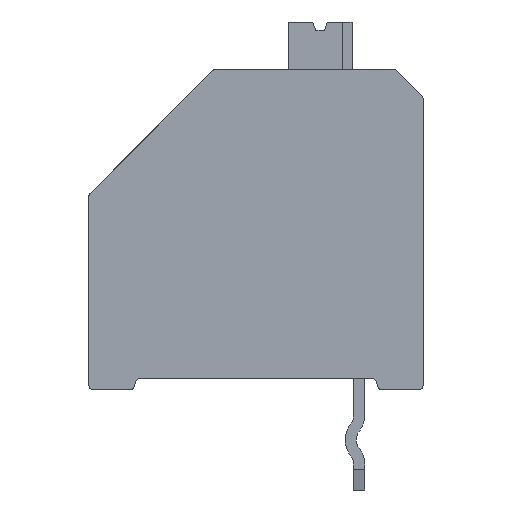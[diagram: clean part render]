
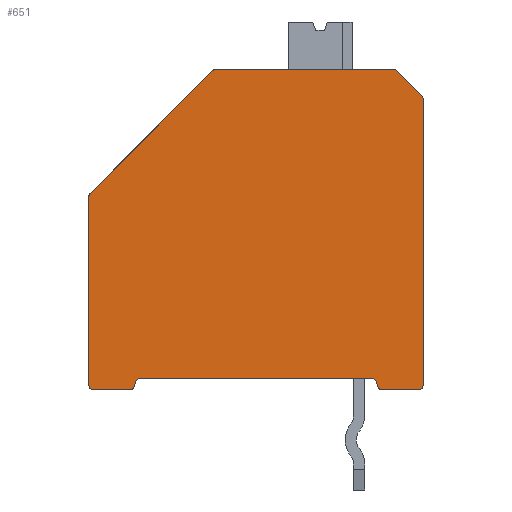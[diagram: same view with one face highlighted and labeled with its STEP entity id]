
A CAD part, front view. The second image highlights one B-rep face of the part: STEP entity #651.
In plain terms, the highlighted planar face has unit normal (0, -1, 0).
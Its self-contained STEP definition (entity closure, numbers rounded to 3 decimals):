
#651 = ADVANCED_FACE( '', ( #1436 ), #1437, .F. );
#1436 = FACE_OUTER_BOUND( '', #2377, .T. );
#1437 = PLANE( '', #2378 );
#2377 = EDGE_LOOP( '', ( #4118, #4119, #4120, #4121, #4122, #4123, #4124, #4125, #4126, #4127, #4128, #4129, #4130, #4131, #4132, #4133, #4134, #4135, #4136, #4137 ) );
#2378 = AXIS2_PLACEMENT_3D( '', #4138, #4139, #4140 );
#4118 = ORIENTED_EDGE( '', *, *, #6471, .F. );
#4119 = ORIENTED_EDGE( '', *, *, #6036, .F. );
#4120 = ORIENTED_EDGE( '', *, *, #6472, .F. );
#4121 = ORIENTED_EDGE( '', *, *, #6469, .F. );
#4122 = ORIENTED_EDGE( '', *, *, #6473, .F. );
#4123 = ORIENTED_EDGE( '', *, *, #6474, .F. );
#4124 = ORIENTED_EDGE( '', *, *, #5814, .F. );
#4125 = ORIENTED_EDGE( '', *, *, #6475, .F. );
#4126 = ORIENTED_EDGE( '', *, *, #6095, .F. );
#4127 = ORIENTED_EDGE( '', *, *, #6476, .F. );
#4128 = ORIENTED_EDGE( '', *, *, #6254, .F. );
#4129 = ORIENTED_EDGE( '', *, *, #6477, .F. );
#4130 = ORIENTED_EDGE( '', *, *, #6478, .F. );
#4131 = ORIENTED_EDGE( '', *, *, #6479, .F. );
#4132 = ORIENTED_EDGE( '', *, *, #6480, .F. );
#4133 = ORIENTED_EDGE( '', *, *, #6481, .F. );
#4134 = ORIENTED_EDGE( '', *, *, #6430, .F. );
#4135 = ORIENTED_EDGE( '', *, *, #5940, .F. );
#4136 = ORIENTED_EDGE( '', *, *, #6482, .F. );
#4137 = ORIENTED_EDGE( '', *, *, #6483, .F. );
#4138 = CARTESIAN_POINT( '', ( 4.57, -5.3, 11.16 ) );
#4139 = DIRECTION( '', ( 0., 1., 0. ) );
#4140 = DIRECTION( '', ( 0., 0., 1. ) );
#5814 = EDGE_CURVE( '', #6966, #6961, #6968, .T. );
#5940 = EDGE_CURVE( '', #7192, #7187, #7194, .T. );
#6036 = EDGE_CURVE( '', #7360, #7362, #7363, .T. );
#6095 = EDGE_CURVE( '', #7465, #7467, #7468, .T. );
#6254 = EDGE_CURVE( '', #7726, #7728, #7729, .T. );
#6430 = EDGE_CURVE( '', #7187, #7993, #7997, .T. );
#6469 = EDGE_CURVE( '', #8049, #8045, #8051, .T. );
#6471 = EDGE_CURVE( '', #7362, #8053, #8054, .T. );
#6472 = EDGE_CURVE( '', #8045, #7360, #8055, .T. );
#6473 = EDGE_CURVE( '', #8056, #8049, #8057, .T. );
#6474 = EDGE_CURVE( '', #6961, #8056, #8058, .T. );
#6475 = EDGE_CURVE( '', #7467, #6966, #8059, .T. );
#6476 = EDGE_CURVE( '', #7728, #7465, #8060, .T. );
#6477 = EDGE_CURVE( '', #8061, #7726, #8062, .T. );
#6478 = EDGE_CURVE( '', #8063, #8061, #8064, .T. );
#6479 = EDGE_CURVE( '', #8065, #8063, #8066, .T. );
#6480 = EDGE_CURVE( '', #8067, #8065, #8068, .T. );
#6481 = EDGE_CURVE( '', #7993, #8067, #8069, .T. );
#6482 = EDGE_CURVE( '', #8070, #7192, #8071, .T. );
#6483 = EDGE_CURVE( '', #8053, #8070, #8072, .T. );
#6961 = VERTEX_POINT( '', #8666 );
#6966 = VERTEX_POINT( '', #8672 );
#6968 = CIRCLE( '', #8675, 0.17 );
#7187 = VERTEX_POINT( '', #8986 );
#7192 = VERTEX_POINT( '', #8993 );
#7194 = LINE( '', #8996, #8997 );
#7360 = VERTEX_POINT( '', #9225 );
#7362 = VERTEX_POINT( '', #9228 );
#7363 = LINE( '', #9229, #9230 );
#7465 = VERTEX_POINT( '', #9375 );
#7467 = VERTEX_POINT( '', #9378 );
#7468 = CIRCLE( '', #9379, 0.17 );
#7726 = VERTEX_POINT( '', #9745 );
#7728 = VERTEX_POINT( '', #9748 );
#7729 = CIRCLE( '', #9749, 0.17 );
#7993 = VERTEX_POINT( '', #10158 );
#7997 = CIRCLE( '', #10163, 0.17 );
#8045 = VERTEX_POINT( '', #10233 );
#8049 = VERTEX_POINT( '', #10239 );
#8051 = LINE( '', #10242, #10243 );
#8053 = VERTEX_POINT( '', #10245 );
#8054 = CIRCLE( '', #10246, 0.17 );
#8055 = CIRCLE( '', #10247, 0.17 );
#8056 = VERTEX_POINT( '', #10248 );
#8057 = CIRCLE( '', #10249, 0.17 );
#8058 = LINE( '', #10250, #10251 );
#8059 = LINE( '', #10252, #10253 );
#8060 = LINE( '', #10254, #10255 );
#8061 = VERTEX_POINT( '', #10256 );
#8062 = LINE( '', #10257, #10258 );
#8063 = VERTEX_POINT( '', #10259 );
#8064 = CIRCLE( '', #10260, 0.17 );
#8065 = VERTEX_POINT( '', #10261 );
#8066 = LINE( '', #10262, #10263 );
#8067 = VERTEX_POINT( '', #10264 );
#8068 = CIRCLE( '', #10265, 0.17 );
#8069 = LINE( '', #10266, #10267 );
#8070 = VERTEX_POINT( '', #10268 );
#8071 = CIRCLE( '', #10269, 0.17 );
#8072 = LINE( '', #10270, #10271 );
#8666 = CARTESIAN_POINT( '', ( 1.47, -5.3, -0.17 ) );
#8672 = CARTESIAN_POINT( '', ( 1.634, -5.3, -0.044 ) );
#8675 = AXIS2_PLACEMENT_3D( '', #11084, #11085, #11086 );
#8986 = CARTESIAN_POINT( '', ( 11.95, -5.3, 10.38 ) );
#8993 = CARTESIAN_POINT( '', ( 11.05, -5.3, 11.28 ) );
#8996 = CARTESIAN_POINT( '', ( 11.05, -5.3, 11.28 ) );
#8997 = VECTOR( '', #11200, 1000. );
#9225 = CARTESIAN_POINT( '', ( 0.05, -5.3, 6.88 ) );
#9228 = CARTESIAN_POINT( '', ( 4.45, -5.3, 11.28 ) );
#9229 = CARTESIAN_POINT( '', ( 0.05, -5.3, 6.88 ) );
#9230 = VECTOR( '', #11300, 1000. );
#9375 = CARTESIAN_POINT( '', ( 1.838, -5.3, 0.23 ) );
#9378 = CARTESIAN_POINT( '', ( 1.673, -5.3, 0.104 ) );
#9379 = AXIS2_PLACEMENT_3D( '', #11363, #11364, #11365 );
#9745 = CARTESIAN_POINT( '', ( 10.327, -5.3, 0.104 ) );
#9748 = CARTESIAN_POINT( '', ( 10.162, -5.3, 0.23 ) );
#9749 = AXIS2_PLACEMENT_3D( '', #11520, #11521, #11522 );
#10158 = CARTESIAN_POINT( '', ( 12., -5.3, 10.26 ) );
#10163 = AXIS2_PLACEMENT_3D( '', #11726, #11727, #11728 );
#10233 = CARTESIAN_POINT( '', ( 0., -5.3, 6.76 ) );
#10239 = CARTESIAN_POINT( '', ( 0., -5.3, 0. ) );
#10242 = CARTESIAN_POINT( '', ( 0., -5.3, 6.76 ) );
#10243 = VECTOR( '', #11754, 1000. );
#10245 = CARTESIAN_POINT( '', ( 4.57, -5.3, 11.33 ) );
#10246 = AXIS2_PLACEMENT_3D( '', #11755, #11756, #11757 );
#10247 = AXIS2_PLACEMENT_3D( '', #11758, #11759, #11760 );
#10248 = CARTESIAN_POINT( '', ( 0.17, -5.3, -0.17 ) );
#10249 = AXIS2_PLACEMENT_3D( '', #11761, #11762, #11763 );
#10250 = CARTESIAN_POINT( '', ( 1.47, -5.3, -0.17 ) );
#10251 = VECTOR( '', #11764, 1000. );
#10252 = CARTESIAN_POINT( '', ( 1.634, -5.3, -0.044 ) );
#10253 = VECTOR( '', #11765, 1000. );
#10254 = CARTESIAN_POINT( '', ( 1.838, -5.3, 0.23 ) );
#10255 = VECTOR( '', #11766, 1000. );
#10256 = CARTESIAN_POINT( '', ( 10.366, -5.3, -0.044 ) );
#10257 = CARTESIAN_POINT( '', ( 10.327, -5.3, 0.104 ) );
#10258 = VECTOR( '', #11767, 1000. );
#10259 = CARTESIAN_POINT( '', ( 10.53, -5.3, -0.17 ) );
#10260 = AXIS2_PLACEMENT_3D( '', #11768, #11769, #11770 );
#10261 = CARTESIAN_POINT( '', ( 11.83, -5.3, -0.17 ) );
#10262 = CARTESIAN_POINT( '', ( 11.83, -5.3, -0.17 ) );
#10263 = VECTOR( '', #11771, 1000. );
#10264 = CARTESIAN_POINT( '', ( 12., -5.3, 0. ) );
#10265 = AXIS2_PLACEMENT_3D( '', #11772, #11773, #11774 );
#10266 = CARTESIAN_POINT( '', ( 12., -5.3, 0. ) );
#10267 = VECTOR( '', #11775, 1000. );
#10268 = CARTESIAN_POINT( '', ( 10.93, -5.3, 11.33 ) );
#10269 = AXIS2_PLACEMENT_3D( '', #11776, #11777, #11778 );
#10270 = CARTESIAN_POINT( '', ( 4.57, -5.3, 11.33 ) );
#10271 = VECTOR( '', #11779, 1000. );
#11084 = CARTESIAN_POINT( '', ( 1.47, -5.3, 0. ) );
#11085 = DIRECTION( '', ( 0., 1., 0. ) );
#11086 = DIRECTION( '', ( 1., 0., 0. ) );
#11200 = DIRECTION( '', ( 0.707, 0., -0.707 ) );
#11300 = DIRECTION( '', ( 0.707, 0., 0.707 ) );
#11363 = CARTESIAN_POINT( '', ( 1.838, -5.3, 0.06 ) );
#11364 = DIRECTION( '', ( 0., -1., 0. ) );
#11365 = DIRECTION( '', ( 1., 0., 0. ) );
#11520 = CARTESIAN_POINT( '', ( 10.162, -5.3, 0.06 ) );
#11521 = DIRECTION( '', ( 0., -1., 0. ) );
#11522 = DIRECTION( '', ( 1., 0., 0. ) );
#11726 = CARTESIAN_POINT( '', ( 11.83, -5.3, 10.26 ) );
#11727 = DIRECTION( '', ( 0., 1., 0. ) );
#11728 = DIRECTION( '', ( -1., 0., 0. ) );
#11754 = DIRECTION( '', ( 0., 0., 1. ) );
#11755 = CARTESIAN_POINT( '', ( 4.57, -5.3, 11.16 ) );
#11756 = DIRECTION( '', ( 0., 1., 0. ) );
#11757 = DIRECTION( '', ( 1., 0., 0. ) );
#11758 = CARTESIAN_POINT( '', ( 0.17, -5.3, 6.76 ) );
#11759 = DIRECTION( '', ( 0., 1., 0. ) );
#11760 = DIRECTION( '', ( 1., 0., 0. ) );
#11761 = CARTESIAN_POINT( '', ( 0.17, -5.3, 0. ) );
#11762 = DIRECTION( '', ( 0., 1., 0. ) );
#11763 = DIRECTION( '', ( 1., 0., 0. ) );
#11764 = DIRECTION( '', ( -1., 0., 0. ) );
#11765 = DIRECTION( '', ( -0.259, 0., -0.966 ) );
#11766 = DIRECTION( '', ( -1., 0., 0. ) );
#11767 = DIRECTION( '', ( -0.259, 0., 0.966 ) );
#11768 = CARTESIAN_POINT( '', ( 10.53, -5.3, 0. ) );
#11769 = DIRECTION( '', ( 0., 1., 0. ) );
#11770 = DIRECTION( '', ( 1., 0., 0. ) );
#11771 = DIRECTION( '', ( -1., 0., 0. ) );
#11772 = CARTESIAN_POINT( '', ( 11.83, -5.3, 0. ) );
#11773 = DIRECTION( '', ( 0., 1., 0. ) );
#11774 = DIRECTION( '', ( -1., 0., 0. ) );
#11775 = DIRECTION( '', ( 0., 0., -1. ) );
#11776 = CARTESIAN_POINT( '', ( 10.93, -5.3, 11.16 ) );
#11777 = DIRECTION( '', ( 0., 1., 0. ) );
#11778 = DIRECTION( '', ( 1., 0., 0. ) );
#11779 = DIRECTION( '', ( 1., 0., 0. ) );
